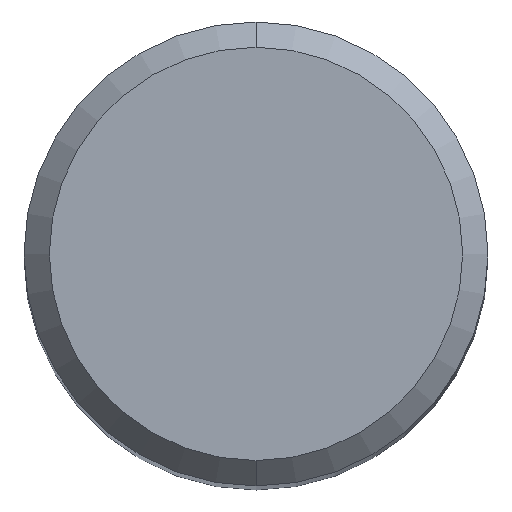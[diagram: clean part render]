
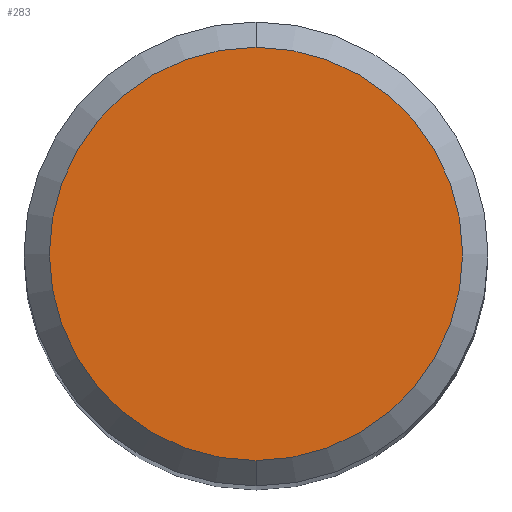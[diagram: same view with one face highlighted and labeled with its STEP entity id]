
A CAD part, top view. The second image highlights one B-rep face of the part: STEP entity #283.
In plain terms, the highlighted planar face has unit normal (0, 0, 1).
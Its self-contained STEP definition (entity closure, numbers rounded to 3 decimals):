
#207=EDGE_CURVE('',#305,#417,#501,.T.);
#283=ADVANCED_FACE('',(#585),#586,.T.);
#305=VERTEX_POINT('',#610);
#411=EDGE_CURVE('',#417,#305,#725,.T.);
#417=VERTEX_POINT('',#732);
#501=CIRCLE('',#889,4.9);
#585=FACE_OUTER_BOUND('',#1072,.T.);
#586=PLANE('',#1073);
#610=CARTESIAN_POINT('',(0.,-4.9,54.567));
#725=CIRCLE('',#1337,4.9);
#732=CARTESIAN_POINT('',(0.0,4.9,54.567));
#889=AXIS2_PLACEMENT_3D('',#1448,#1449,#1450);
#1072=EDGE_LOOP('',(#1546,#1547));
#1073=AXIS2_PLACEMENT_3D('',#1548,#1549,#1550);
#1337=AXIS2_PLACEMENT_3D('',#1690,#1691,#1692);
#1448=CARTESIAN_POINT('',(0.0,0.0,54.567));
#1449=DIRECTION('',(0.0,0.0,-1.0));
#1450=DIRECTION('',(0.0,1.0,0.0));
#1546=ORIENTED_EDGE('',*,*,#411,.F.);
#1547=ORIENTED_EDGE('',*,*,#207,.F.);
#1548=CARTESIAN_POINT('',(0.0,2.45,54.567));
#1549=DIRECTION('',(-0.0,0.0,1.0));
#1550=DIRECTION('',(0.0,-1.0,0.0));
#1690=CARTESIAN_POINT('',(0.0,0.0,54.567));
#1691=DIRECTION('',(0.0,0.0,-1.0));
#1692=DIRECTION('',(0.0,1.0,0.0));
